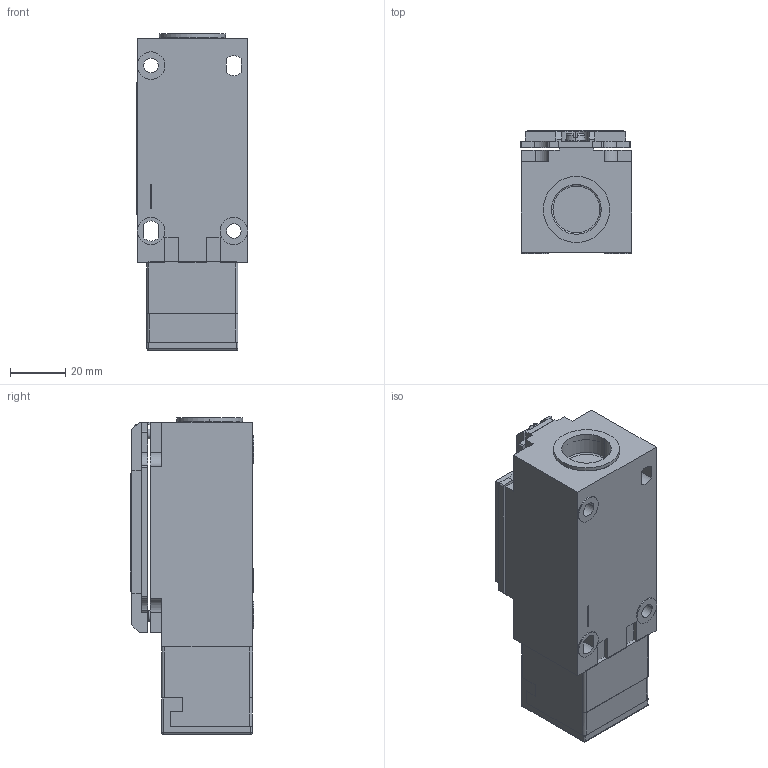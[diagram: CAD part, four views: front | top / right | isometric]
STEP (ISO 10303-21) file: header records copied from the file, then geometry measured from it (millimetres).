
FILE_DESCRIPTION(('STEP AP242'),'1');
FILE_NAME('operating_key_xcsa501.stp','2019-10-30T08:09:02',('TraceParts'),('TraceParts S.A.'),'Spatial InterOp 3D',' ',' ');
FILE_SCHEMA(('AP242_MANAGED_MODEL_BASED_3D_ENGINEERING_MIM_LF {1 0 10303 442 1 1 4}'));
Length unit declared in the file: millimetre
Products named in the file (1): operating_key_xcsa501_1
Bounding box: 40.41 x 44.8 x 114.7 mm (x, y, z)
Volume: 83888.7 mm3; surface area: 50791.1 mm2
Topology: 8 solids, 8 shells, 448 faces, 1174 edges, 750 vertices
Faces by surface type: plane 232, cylinder 133, torus 31, bspline 24, cone 22, sphere 4, extrusion 2
Entity records: 15165 total; most frequent: CARTESIAN_POINT 4126, ORIENTED_EDGE 2332, DIRECTION 2248, EDGE_CURVE 1166, AXIS2_PLACEMENT_3D 772, VERTEX_POINT 750, VECTOR 704, LINE 702
